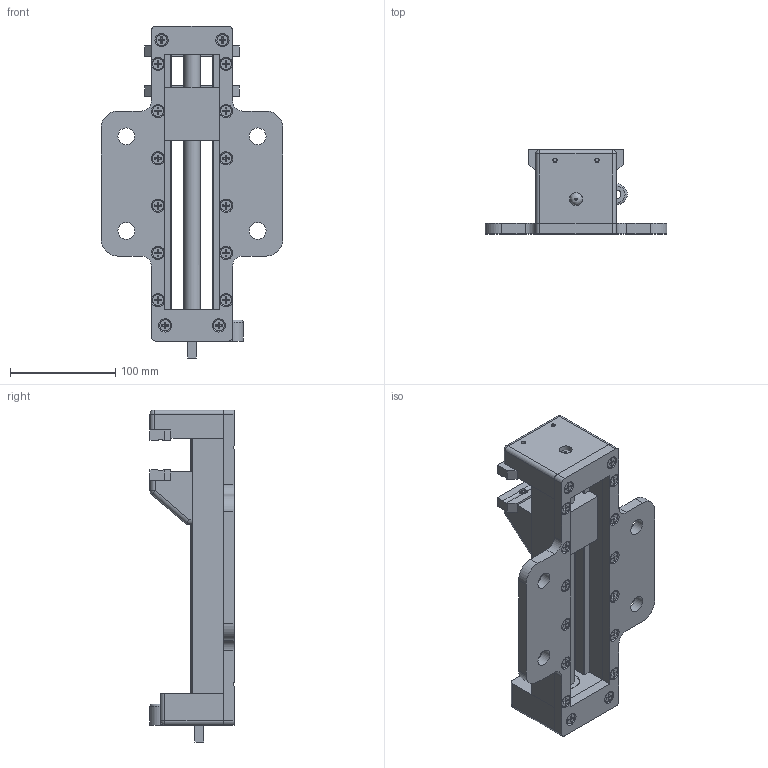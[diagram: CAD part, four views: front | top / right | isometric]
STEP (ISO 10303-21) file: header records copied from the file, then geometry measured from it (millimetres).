
FILE_DESCRIPTION(/* description */ (''),/* implementation_level */ '2;1');
FILE_NAME(/* name */ 'Тиски.stp',/* time_stamp */ '2020-12-14T14:45:19+03:00',/* author */ ('User'),/* organization */ (''),/* preprocessor_version */ 'ST-DEVELOPER v18.1',/* originating_system */ 'Autodesk Inventor 2021',/* authorisation */ '');
FILE_SCHEMA (('AUTOMOTIVE_DESIGN { 1 0 10303 214 3 1 1 }'));
Length unit declared in the file: millimetre
Products named in the file (19): Тиски_сборка; Основание; Упор 1; Направляющая; Упор 2; Вал; Подшипник; ISO 104 - 1 71 - 12 x 26 x 6; Фланец_1; DIN 916 - M4  x  10; Каретка; Губка; Болтовое соединение; AS 1427 - M6 x 35(5); Болтовое соединение_
1; AS 1427 - M6 x 65(5); Болтовое соединение_
2; Болтовое соединение_
3; AS 1427 - M4 x 25(5)
Assembly tree (38 placements, depth 3):
  Тиски_сборка
    Основание
    Упор 1
    Направляющая
    Упор 2
    Вал
    Подшипник  x2
      ISO 104 - 1 71 - 12 x 26 x 6
    Фланец_1
    DIN 916 - M4  x  10  x2
    Каретка
    Губка  x2
    Болтовое соединение
      AS 1427 - M6 x 35(5)  x12
    Болтовое соединение_
1
      AS 1427 - M6 x 65(5)  x4
    Болтовое соединение_
2
      AS 1427 - M4 x 25(5)  x2
    Болтовое соединение_
3
      AS 1427 - M4 x 25(5)  x2
Bounding box: 173 x 80 x 316 mm (x, y, z)
Volume: 927541.9 mm3; surface area: 240790.7 mm2
Topology: 58 solids, 58 shells, 1028 faces, 2913 edges, 1968 vertices
Faces by surface type: plane 378, cone 271, cylinder 213, torus 136, sphere 28, bspline 2
Full cylindrical faces by diameter (mm): 3.571 x4, 4 x18, 4.1 x6, 5.387 x16, 6 x48, 6.1 x16, 7 x4, 8 x6, 10.5 x16, 12 x5, 12.2 x2, 16 x6, 22 x1, 26 x6, 26.6 x2, 40 x2
Entity records: 16589 total; most frequent: CARTESIAN_POINT 3404, DIRECTION 2778, ORIENTED_EDGE 2510, EDGE_CURVE 1255, AXIS2_PLACEMENT_3D 1138, VERTEX_POINT 890, CIRCLE 619, EDGE_LOOP 585
